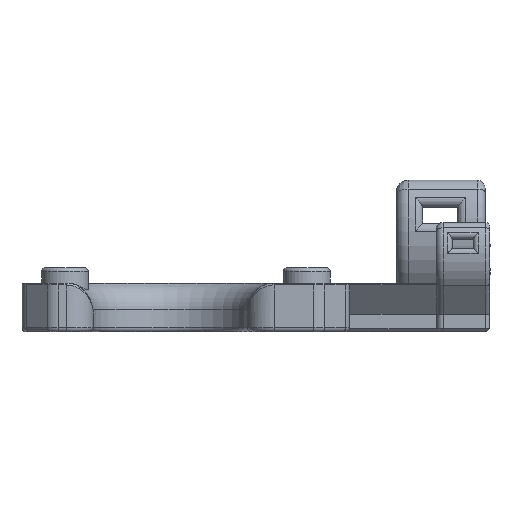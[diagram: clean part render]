
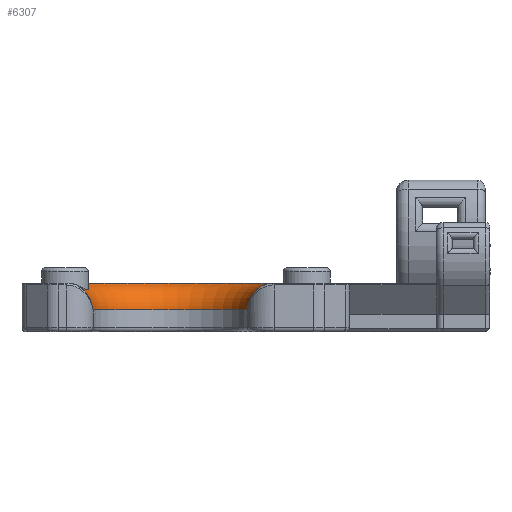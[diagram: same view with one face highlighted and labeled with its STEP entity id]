
A CAD part, left-side view. The second image highlights one B-rep face of the part: STEP entity #6307.
In plain terms, the highlighted toroidal (fillet/blend) face has major radius 13.5 mm and minor radius 3.5 mm.
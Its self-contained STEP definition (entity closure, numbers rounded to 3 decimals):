
#105=TOROIDAL_SURFACE('',#6942,13.5,3.5);
#428=CIRCLE('',#6743,12.669);
#431=CIRCLE('',#6746,12.669);
#542=CIRCLE('',#6918,10.);
#1017=FACE_OUTER_BOUND('',#1429,.T.);
#1429=EDGE_LOOP('',(#4905,#4906,#4907,#4908,#4909,#4910));
#1751=B_SPLINE_CURVE_WITH_KNOTS('',3,(#10880,#10881,#10882,#10883,#10884,
#10885,#10886,#10887,#10888,#10889,#10890,#10891,#10892,#10893,#10894,#10895,
#10896,#10897,#10898,#10899,#10900,#10901),.UNSPECIFIED.,.F.,.F.,(4,2,2,
2,2,2,2,2,2,2,4),(2.016,2.05,2.148,2.205,
2.23,2.248,2.266,2.294,2.355,
2.44,2.483),.UNSPECIFIED.);
#1756=B_SPLINE_CURVE_WITH_KNOTS('',3,(#11166,#11167,#11168,#11169,#11170,
#11171,#11172,#11173,#11174,#11175),.UNSPECIFIED.,.F.,.F.,(4,2,1,1,1,1,
4),(-0.565,-0.564,-0.451,-0.338,
-0.226,-0.113,-0.062),
 .UNSPECIFIED.);
#1757=B_SPLINE_CURVE_WITH_KNOTS('',3,(#11176,#11177,#11178,#11179,#11180,
#11181,#11182,#11183),.UNSPECIFIED.,.F.,.F.,(4,1,1,2,4),(-0.502,
-0.451,-0.338,0.,0.001),
 .UNSPECIFIED.);
#2658=VERTEX_POINT('',#10683);
#2659=VERTEX_POINT('',#10698);
#2661=VERTEX_POINT('',#10702);
#2662=VERTEX_POINT('',#10704);
#2767=VERTEX_POINT('',#11096);
#2768=VERTEX_POINT('',#11109);
#3347=EDGE_CURVE('',#2659,#2658,#428,.T.);
#3350=EDGE_CURVE('',#2662,#2661,#431,.T.);
#3418=EDGE_CURVE('',#2659,#2661,#1751,.T.);
#3516=EDGE_CURVE('',#2767,#2768,#542,.T.);
#3537=EDGE_CURVE('',#2767,#2658,#1756,.T.);
#3538=EDGE_CURVE('',#2662,#2768,#1757,.T.);
#4905=ORIENTED_EDGE('',*,*,#3418,.F.);
#4906=ORIENTED_EDGE('',*,*,#3347,.T.);
#4907=ORIENTED_EDGE('',*,*,#3537,.F.);
#4908=ORIENTED_EDGE('',*,*,#3516,.T.);
#4909=ORIENTED_EDGE('',*,*,#3538,.F.);
#4910=ORIENTED_EDGE('',*,*,#3350,.T.);
#6307=ADVANCED_FACE('',(#1017),#105,.T.);
#6743=AXIS2_PLACEMENT_3D('',#10699,#7900,#7901);
#6746=AXIS2_PLACEMENT_3D('',#10705,#7906,#7907);
#6918=AXIS2_PLACEMENT_3D('',#11111,#8299,#8300);
#6942=AXIS2_PLACEMENT_3D('',#11165,#8356,#8357);
#7900=DIRECTION('center_axis',(0.,0.,
-1.));
#7901=DIRECTION('ref_axis',(1.,0.,0.));
#7906=DIRECTION('center_axis',(0.,0.,
-1.));
#7907=DIRECTION('ref_axis',(1.,0.,0.));
#8299=DIRECTION('center_axis',(0.,0.,
1.));
#8300=DIRECTION('ref_axis',(1.,0.,0.));
#8356=DIRECTION('center_axis',(0.,0.,
1.));
#8357=DIRECTION('ref_axis',(1.,0.,0.));
#10683=CARTESIAN_POINT('',(299.365,34.684,1.902));
#10698=CARTESIAN_POINT('',(301.63,34.72,1.902));
#10699=CARTESIAN_POINT('Origin',(300.3,47.319,1.902));
#10702=CARTESIAN_POINT('',(306.365,36.195,1.902));
#10704=CARTESIAN_POINT('',(299.365,59.954,1.902));
#10705=CARTESIAN_POINT('Origin',(300.3,47.319,1.902));
#10880=CARTESIAN_POINT('Ctrl Pts',(301.63,34.72,1.902));
#10881=CARTESIAN_POINT('Ctrl Pts',(301.675,34.866,1.937));
#10882=CARTESIAN_POINT('Ctrl Pts',(301.73,35.007,1.979));
#10883=CARTESIAN_POINT('Ctrl Pts',(301.984,35.538,2.165));
#10884=CARTESIAN_POINT('Ctrl Pts',(302.247,35.865,2.345));
#10885=CARTESIAN_POINT('Ctrl Pts',(302.716,36.268,2.569));
#10886=CARTESIAN_POINT('Ctrl Pts',(302.909,36.4,2.643));
#10887=CARTESIAN_POINT('Ctrl Pts',(303.213,36.557,2.71));
#10888=CARTESIAN_POINT('Ctrl Pts',(303.309,36.601,2.725));
#10889=CARTESIAN_POINT('Ctrl Pts',(303.478,36.667,2.74));
#10890=CARTESIAN_POINT('Ctrl Pts',(303.549,36.692,2.743));
#10891=CARTESIAN_POINT('Ctrl Pts',(303.695,36.736,2.742));
#10892=CARTESIAN_POINT('Ctrl Pts',(303.77,36.756,2.738));
#10893=CARTESIAN_POINT('Ctrl Pts',(303.959,36.798,2.72));
#10894=CARTESIAN_POINT('Ctrl Pts',(304.072,36.817,2.701));
#10895=CARTESIAN_POINT('Ctrl Pts',(304.434,36.855,2.622));
#10896=CARTESIAN_POINT('Ctrl Pts',(304.68,36.85,2.539));
#10897=CARTESIAN_POINT('Ctrl Pts',(305.243,36.77,2.326));
#10898=CARTESIAN_POINT('Ctrl Pts',(305.575,36.669,2.182));
#10899=CARTESIAN_POINT('Ctrl Pts',(306.059,36.415,2.));
#10900=CARTESIAN_POINT('Ctrl Pts',(306.216,36.313,1.945));
#10901=CARTESIAN_POINT('Ctrl Pts',(306.365,36.195,1.902));
#11096=CARTESIAN_POINT('',(301.93,37.453,5.302));
#11109=CARTESIAN_POINT('',(301.93,57.185,5.302));
#11111=CARTESIAN_POINT('Origin',(300.3,47.319,5.302));
#11165=CARTESIAN_POINT('Origin',(300.3,47.319,5.302));
#11166=CARTESIAN_POINT('Ctrl Pts',(301.93,37.453,5.302));
#11167=CARTESIAN_POINT('Ctrl Pts',(301.928,37.452,5.3));
#11168=CARTESIAN_POINT('Ctrl Pts',(301.926,37.452,5.298));
#11169=CARTESIAN_POINT('Ctrl Pts',(301.687,37.412,4.985));
#11170=CARTESIAN_POINT('Ctrl Pts',(301.219,37.267,4.359));
#11171=CARTESIAN_POINT('Ctrl Pts',(300.555,36.846,3.462));
#11172=CARTESIAN_POINT('Ctrl Pts',(299.946,36.19,2.652));
#11173=CARTESIAN_POINT('Ctrl Pts',(299.541,35.416,2.132));
#11174=CARTESIAN_POINT('Ctrl Pts',(299.398,34.861,1.947));
#11175=CARTESIAN_POINT('Ctrl Pts',(299.366,34.684,1.904));
#11176=CARTESIAN_POINT('Ctrl Pts',(299.364,59.954,1.902));
#11177=CARTESIAN_POINT('Ctrl Pts',(299.397,59.776,1.946));
#11178=CARTESIAN_POINT('Ctrl Pts',(299.538,59.218,2.13));
#11179=CARTESIAN_POINT('Ctrl Pts',(300.285,57.821,3.084));
#11180=CARTESIAN_POINT('Ctrl Pts',(301.217,57.309,4.368));
#11181=CARTESIAN_POINT('Ctrl Pts',(301.926,57.186,5.298));
#11182=CARTESIAN_POINT('Ctrl Pts',(301.928,57.185,5.3));
#11183=CARTESIAN_POINT('Ctrl Pts',(301.93,57.185,5.302));
